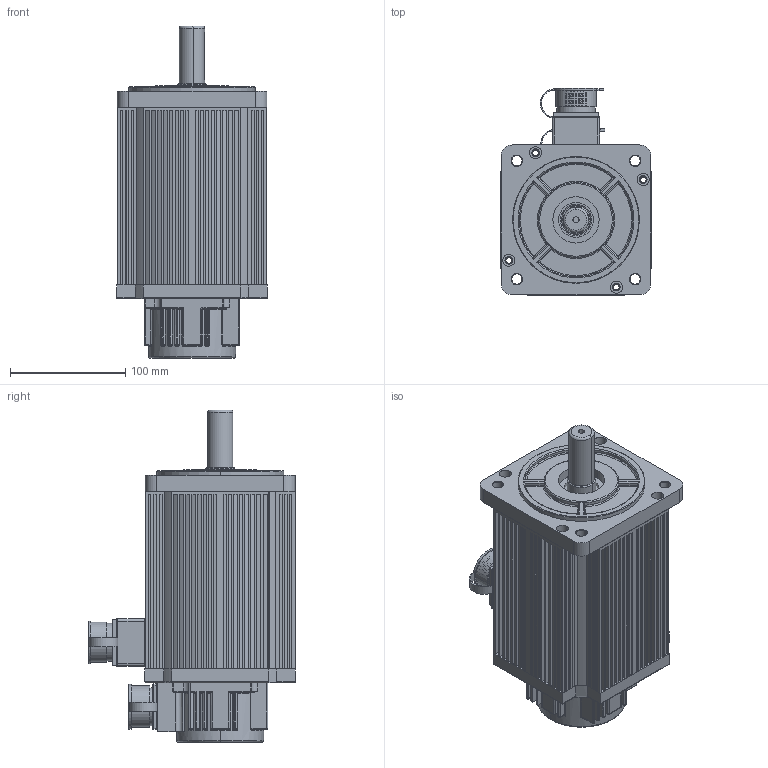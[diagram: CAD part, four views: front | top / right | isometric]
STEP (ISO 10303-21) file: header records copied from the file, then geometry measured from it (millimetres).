
FILE_DESCRIPTION (( 'STEP AP203' ), '1' );
FILE_NAME ('WA130ST淕儂蚾饜.STEP', '2019-03-15T09:32:32', ( 'Sky123.Org' ), ( 'Sky123.Org' ), 'SwSTEP 2.0', 'SolidWorks 2010', '' );
FILE_SCHEMA (( 'CONFIG_CONTROL_DESIGN' ));
Products named in the file (14): WA130ST淕儂蚾饜; 脣釱1; 晤鎢ん欶裔; 粣; Deep groove ball bearings GB_Rolling bearings 6205 GB 276-94; Deep groove ball bearings GB_Rolling bearings 6305 GB 276-94; 褲极蚾饜; 儂褲; 菁釱菜え; 脣釱菁釱; 脣釱; ヶ傷裔; 綴傷裔; 蛌赽軞傖
Assembly tree (13 placements, depth 3):
  WA130ST淕儂蚾饜
    蛌赽軞傖
      Deep groove ball bearings GB_Rolling bearings 6205 GB 276-94
      Deep groove ball bearings GB_Rolling bearings 6305 GB 276-94
      粣
    褲极蚾饜
      晤鎢ん欶裔
      ヶ傷裔
      脣釱
      菁釱菜え
      綴傷裔
      脣釱1
      儂褲
      脣釱菁釱
Bounding box: 130.5 x 179.45 x 287.9 mm (x, y, z)
Volume: 984788.3 mm3; surface area: 497372.6 mm2
Topology: 9 solids, 16 shells, 1589 faces, 4513 edges, 2875 vertices
Faces by surface type: cylinder 598, plane 574, torus 249, sphere 92, bspline 43, cone 33
Entity records: 63942 total; most frequent: CARTESIAN_POINT 22437, ORIENTED_EDGE 8570, DIRECTION 8311, EDGE_CURVE 4293, AXIS2_PLACEMENT_3D 3182, VERTEX_POINT 2757, LINE 1947, VECTOR 1947
